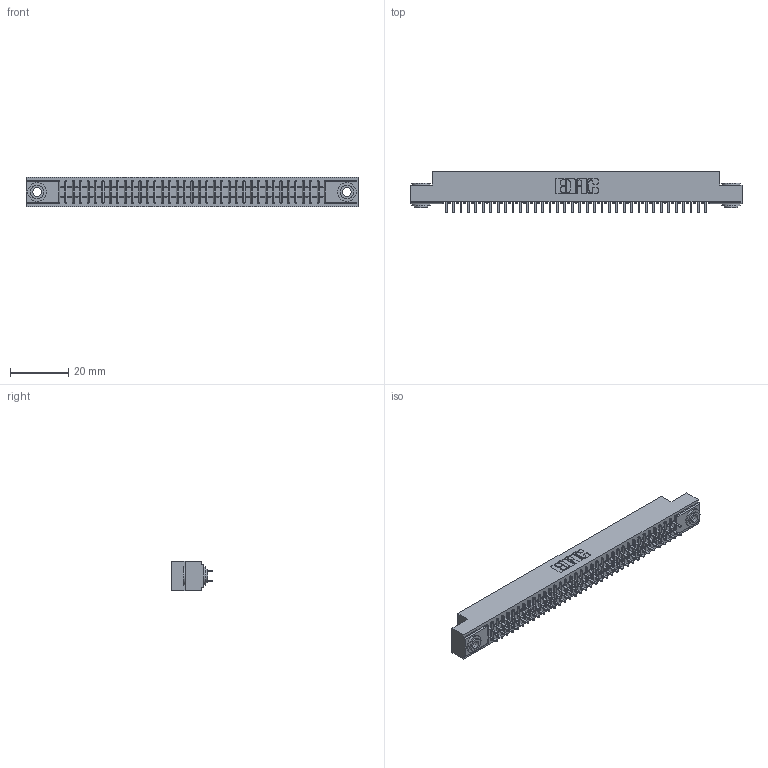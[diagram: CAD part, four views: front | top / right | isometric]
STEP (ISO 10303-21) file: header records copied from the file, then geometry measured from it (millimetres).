
FILE_DESCRIPTION (( 'STEP AP203' ), '1' );
FILE_NAME ('341-072-520-203.STEP', '2018-08-07T19:49:43', ( '' ), ( '' ), 'SwSTEP 2.0', 'SolidWorks 2016', '' );
FILE_SCHEMA (( 'CONFIG_CONTROL_DESIGN' ));
Length unit declared in the file: inch
Products named in the file (4): 341-292-001_341-292-120; 345-250-002_345-250-002-102; 341-072-520-203; 341 Part_.156 (3.96) Dia Mounting Holes
Assembly tree (75 placements, depth 2):
  341-072-520-203
    341 Part_.156 (3.96) Dia Mounting Holes
    341-292-001_341-292-120  x72
    345-250-002_345-250-002-102  x2
Bounding box: 113.67 x 14.27 x 10.16 mm (x, y, z)
Volume: 8392.4 mm3; surface area: 14884.8 mm2
Topology: 75 solids, 75 shells, 4920 faces, 14216 edges, 9206 vertices
Faces by surface type: plane 2972, cylinder 1796, sphere 74, torus 70, cone 8
Entity records: 45432 total; most frequent: CARTESIAN_POINT 7533, ORIENTED_EDGE 7476, DIRECTION 7330, EDGE_CURVE 3738, LINE 3004, VECTOR 3004, VERTEX_POINT 2366, AXIS2_PLACEMENT_3D 2163
